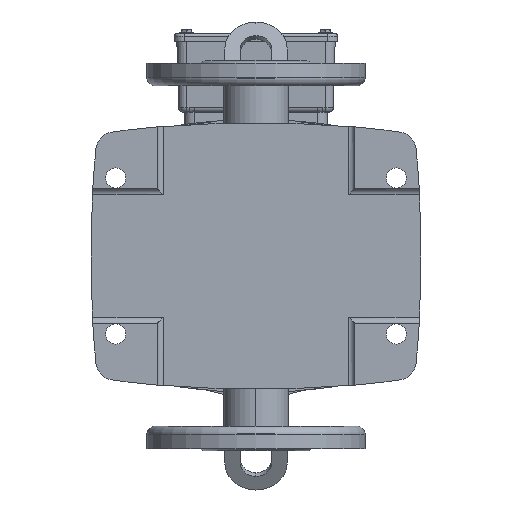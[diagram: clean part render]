
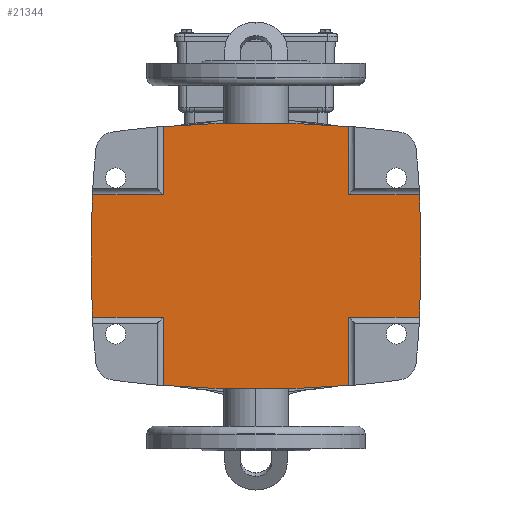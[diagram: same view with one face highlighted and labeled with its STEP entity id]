
A CAD part, front view. The second image highlights one B-rep face of the part: STEP entity #21344.
In plain terms, the highlighted planar face has unit normal (0, -1, 0).
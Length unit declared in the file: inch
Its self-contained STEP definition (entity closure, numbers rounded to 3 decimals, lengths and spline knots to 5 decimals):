
#391 = LINE ( 'NONE', #36832, #4338 ) ;
#487 = CARTESIAN_POINT ( 'NONE',  ( -16.48837, 2.09851, 21.77682 ) ) ;
#1165 = EDGE_CURVE ( 'NONE', #24947, #31965, #18450, .T. ) ;
#1219 = CIRCLE ( 'NONE', #25066, 26.47079 ) ;
#1517 = VERTEX_POINT ( 'NONE', #14825 ) ;
#1667 = DIRECTION ( 'NONE',  ( 0., 0., -1. ) ) ;
#1882 = ORIENTED_EDGE ( 'NONE', *, *, #3709, .T. ) ;
#2222 = AXIS2_PLACEMENT_3D ( 'NONE', #18253, #23991, #21371 ) ;
#2406 = EDGE_CURVE ( 'NONE', #24947, #28191, #9959, .T. ) ;
#2746 = CARTESIAN_POINT ( 'NONE',  ( 4.27774, 2.09851, 18.51248 ) ) ;
#3144 = VECTOR ( 'NONE', #34768, 39.37008 ) ;
#3282 = DIRECTION ( 'NONE',  ( 0., 1., 0. ) ) ;
#3304 = DIRECTION ( 'NONE',  ( 0., -1., 0. ) ) ;
#3709 = EDGE_CURVE ( 'NONE', #7017, #7347, #20104, .T. ) ;
#4338 = VECTOR ( 'NONE', #22525, 39.37008 ) ;
#4519 = EDGE_CURVE ( 'NONE', #8625, #12987, #21407, .T. ) ;
#4523 = CARTESIAN_POINT ( 'NONE',  ( 8.95024, 2.09851, 25.04116 ) ) ;
#5174 = CARTESIAN_POINT ( 'NONE',  ( 2.01754, 2.09851, 23.31947 ) ) ;
#5239 = ORIENTED_EDGE ( 'NONE', *, *, #1165, .F. ) ;
#5659 = CARTESIAN_POINT ( 'NONE',  ( 2.01754, 2.09851, 23.31947 ) ) ;
#6136 = EDGE_CURVE ( 'NONE', #15774, #6507, #391, .T. ) ;
#6143 = DIRECTION ( 'NONE',  ( 1., 0., 0. ) ) ;
#6497 = CARTESIAN_POINT ( 'NONE',  ( 6.61399, 2.09851, 44.87997 ) ) ;
#6507 = VERTEX_POINT ( 'NONE', #2746 ) ;
#6683 = CIRCLE ( 'NONE', #2222, 27.26527 ) ;
#7017 = VERTEX_POINT ( 'NONE', #23641 ) ;
#7183 = DIRECTION ( 'NONE',  ( 1., 0., 0. ) ) ;
#7347 = VERTEX_POINT ( 'NONE', #35813 ) ;
#7428 = CARTESIAN_POINT ( 'NONE',  ( 6.61399, 2.09851, -1.32633 ) ) ;
#7646 = AXIS2_PLACEMENT_3D ( 'NONE', #18331, #21198, #23568 ) ;
#8340 = EDGE_CURVE ( 'NONE', #12636, #12074, #25422, .T. ) ;
#8625 = VERTEX_POINT ( 'NONE', #35561 ) ;
#9129 = CARTESIAN_POINT ( 'NONE',  ( 2.45108, 2.09851, 21.77682 ) ) ;
#9454 = LINE ( 'NONE', #21841, #21528 ) ;
#9953 = ORIENTED_EDGE ( 'NONE', *, *, #34883, .F. ) ;
#9959 = CIRCLE ( 'NONE', #13253, 26.47079 ) ;
#10039 = EDGE_CURVE ( 'NONE', #21522, #12636, #21314, .T. ) ;
#10105 = ORIENTED_EDGE ( 'NONE', *, *, #14306, .T. ) ;
#10467 = ORIENTED_EDGE ( 'NONE', *, *, #27733, .T. ) ;
#10610 = DIRECTION ( 'NONE',  ( 0., 0., -1. ) ) ;
#11285 = VECTOR ( 'NONE', #28814, 39.37008 ) ;
#11790 = DIRECTION ( 'NONE',  ( 0., -1., 0. ) ) ;
#12074 = VERTEX_POINT ( 'NONE', #34854 ) ;
#12636 = VERTEX_POINT ( 'NONE', #18021 ) ;
#12706 = CARTESIAN_POINT ( 'NONE',  ( 4.27774, 2.09851, 20.23417 ) ) ;
#12987 = VERTEX_POINT ( 'NONE', #22729 ) ;
#13025 = EDGE_CURVE ( 'NONE', #31965, #1517, #14042, .T. ) ;
#13253 = AXIS2_PLACEMENT_3D ( 'NONE', #7428, #24156, #32465 ) ;
#13269 = ORIENTED_EDGE ( 'NONE', *, *, #4519, .F. ) ;
#14042 = LINE ( 'NONE', #5659, #33156 ) ;
#14271 = CARTESIAN_POINT ( 'NONE',  ( 8.95024, 2.09851, 26.37328 ) ) ;
#14306 = EDGE_CURVE ( 'NONE', #7347, #1517, #33505, .T. ) ;
#14562 = CARTESIAN_POINT ( 'NONE',  ( 8.95024, 2.09851, 23.31947 ) ) ;
#14825 = CARTESIAN_POINT ( 'NONE',  ( 10.73323, 2.09851, 23.31947 ) ) ;
#15756 = ORIENTED_EDGE ( 'NONE', *, *, #8340, .F. ) ;
#15774 = VERTEX_POINT ( 'NONE', #12706 ) ;
#16664 = CARTESIAN_POINT ( 'NONE',  ( 4.27774, 2.09851, 25.04116 ) ) ;
#16899 = ORIENTED_EDGE ( 'NONE', *, *, #6136, .T. ) ;
#17480 = VECTOR ( 'NONE', #7183, 39.37008 ) ;
#18021 = CARTESIAN_POINT ( 'NONE',  ( 2.49476, 2.09851, 23.31947 ) ) ;
#18253 = CARTESIAN_POINT ( 'NONE',  ( 29.71636, 2.09851, 21.77682 ) ) ;
#18305 = ORIENTED_EDGE ( 'NONE', *, *, #21991, .T. ) ;
#18331 = CARTESIAN_POINT ( 'NONE',  ( 29.71636, 2.09851, 21.77682 ) ) ;
#18450 = LINE ( 'NONE', #30418, #28249 ) ;
#18526 = AXIS2_PLACEMENT_3D ( 'NONE', #5174, #36309, #27607 ) ;
#18887 = CARTESIAN_POINT ( 'NONE',  ( 2.01754, 2.09851, 20.23417 ) ) ;
#19017 = AXIS2_PLACEMENT_3D ( 'NONE', #487, #11790, #20477 ) ;
#19974 = CARTESIAN_POINT ( 'NONE',  ( 2.01754, 2.09851, 23.31947 ) ) ;
#20104 = CIRCLE ( 'NONE', #19017, 27.26527 ) ;
#20132 = CARTESIAN_POINT ( 'NONE',  ( -16.48837, 2.09851, 21.77682 ) ) ;
#20477 = DIRECTION ( 'NONE',  ( 1., 0., 0. ) ) ;
#21198 = DIRECTION ( 'NONE',  ( 0., 1., 0. ) ) ;
#21314 = CIRCLE ( 'NONE', #7646, 27.26527 ) ;
#21344 = ADVANCED_FACE ( 'NONE', ( #28218 ), #22125, .F. ) ;
#21371 = DIRECTION ( 'NONE',  ( 1., 0., 0. ) ) ;
#21390 = ORIENTED_EDGE ( 'NONE', *, *, #21427, .T. ) ;
#21407 = LINE ( 'NONE', #14271, #33843 ) ;
#21417 = ORIENTED_EDGE ( 'NONE', *, *, #31648, .F. ) ;
#21427 = EDGE_CURVE ( 'NONE', #8625, #7017, #25113, .T. ) ;
#21522 = VERTEX_POINT ( 'NONE', #9129 ) ;
#21528 = VECTOR ( 'NONE', #10610, 39.37008 ) ;
#21841 = CARTESIAN_POINT ( 'NONE',  ( 4.27774, 2.09851, 26.37328 ) ) ;
#21991 = EDGE_CURVE ( 'NONE', #35362, #15774, #25502, .T. ) ;
#22125 = PLANE ( 'NONE',  #18526 ) ;
#22525 = DIRECTION ( 'NONE',  ( 0., 0., -1. ) ) ;
#22729 = CARTESIAN_POINT ( 'NONE',  ( 8.95024, 2.09851, 18.51248 ) ) ;
#22887 = DIRECTION ( 'NONE',  ( 1., 0., 0. ) ) ;
#23568 = DIRECTION ( 'NONE',  ( 1., 0., 0. ) ) ;
#23641 = CARTESIAN_POINT ( 'NONE',  ( 10.73323, 2.09851, 20.23417 ) ) ;
#23991 = DIRECTION ( 'NONE',  ( 0., 1., 0. ) ) ;
#24156 = DIRECTION ( 'NONE',  ( 0., -1., 0. ) ) ;
#24690 = ORIENTED_EDGE ( 'NONE', *, *, #13025, .F. ) ;
#24947 = VERTEX_POINT ( 'NONE', #4523 ) ;
#25066 = AXIS2_PLACEMENT_3D ( 'NONE', #6497, #3282, #6143 ) ;
#25113 = LINE ( 'NONE', #31553, #11285 ) ;
#25203 = CARTESIAN_POINT ( 'NONE',  ( 2.49476, 2.09851, 20.23417 ) ) ;
#25422 = LINE ( 'NONE', #19974, #3144 ) ;
#25502 = LINE ( 'NONE', #18887, #17480 ) ;
#26203 = DIRECTION ( 'NONE',  ( 0., 0., -1. ) ) ;
#27607 = DIRECTION ( 'NONE',  ( 1., 0., 0. ) ) ;
#27733 = EDGE_CURVE ( 'NONE', #28191, #12074, #9454, .T. ) ;
#28191 = VERTEX_POINT ( 'NONE', #16664 ) ;
#28218 = FACE_OUTER_BOUND ( 'NONE', #28787, .T. ) ;
#28249 = VECTOR ( 'NONE', #1667, 39.37008 ) ;
#28574 = DIRECTION ( 'NONE',  ( 1., 0., 0. ) ) ;
#28787 = EDGE_LOOP ( 'NONE', ( #24690, #5239, #36097, #10467, #15756, #30288, #21417, #18305, #16899, #9953, #13269, #21390, #1882, #10105 ) ) ;
#28814 = DIRECTION ( 'NONE',  ( 1., 0., 0. ) ) ;
#29529 = AXIS2_PLACEMENT_3D ( 'NONE', #20132, #3304, #22887 ) ;
#30288 = ORIENTED_EDGE ( 'NONE', *, *, #10039, .F. ) ;
#30418 = CARTESIAN_POINT ( 'NONE',  ( 8.95024, 2.09851, 26.37328 ) ) ;
#31553 = CARTESIAN_POINT ( 'NONE',  ( 2.01754, 2.09851, 20.23417 ) ) ;
#31648 = EDGE_CURVE ( 'NONE', #35362, #21522, #6683, .T. ) ;
#31965 = VERTEX_POINT ( 'NONE', #14562 ) ;
#32465 = DIRECTION ( 'NONE',  ( 1., 0., 0. ) ) ;
#33156 = VECTOR ( 'NONE', #28574, 39.37008 ) ;
#33505 = CIRCLE ( 'NONE', #29529, 27.26527 ) ;
#33843 = VECTOR ( 'NONE', #26203, 39.37008 ) ;
#34768 = DIRECTION ( 'NONE',  ( 1., 0., 0. ) ) ;
#34854 = CARTESIAN_POINT ( 'NONE',  ( 4.27774, 2.09851, 23.31947 ) ) ;
#34883 = EDGE_CURVE ( 'NONE', #12987, #6507, #1219, .T. ) ;
#35362 = VERTEX_POINT ( 'NONE', #25203 ) ;
#35561 = CARTESIAN_POINT ( 'NONE',  ( 8.95024, 2.09851, 20.23417 ) ) ;
#35813 = CARTESIAN_POINT ( 'NONE',  ( 10.77691, 2.09851, 21.77682 ) ) ;
#36097 = ORIENTED_EDGE ( 'NONE', *, *, #2406, .T. ) ;
#36309 = DIRECTION ( 'NONE',  ( 0., 1., 0. ) ) ;
#36832 = CARTESIAN_POINT ( 'NONE',  ( 4.27774, 2.09851, 26.37328 ) ) ;
